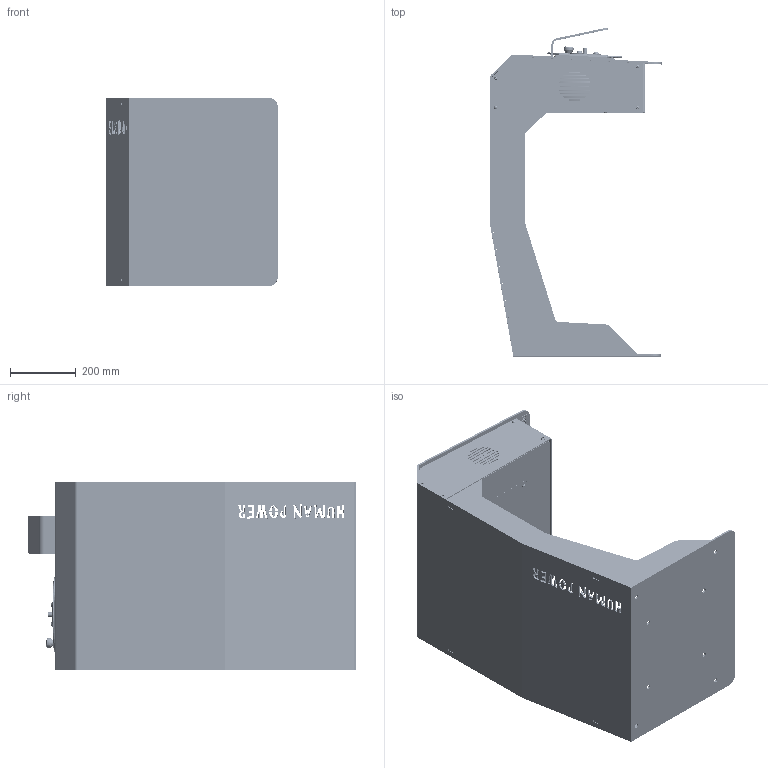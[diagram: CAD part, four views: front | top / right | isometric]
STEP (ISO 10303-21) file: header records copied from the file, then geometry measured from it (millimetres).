
FILE_DESCRIPTION (( 'STEP AP203' ), '1' );
FILE_NAME ('90035_R1_DJ-DELUXE.STEP', '2021-10-14T10:32:28', ( '' ), ( '' ), 'SwSTEP 2.0', 'SolidWorks 2020', '' );
FILE_SCHEMA (( 'CONFIG_CONTROL_DESIGN' ));
Length unit declared in the file: millimetre
Products named in the file (57): socket button head screw_1_isofer-DESKTOP-49KEIT0_ISO 7380 - M6 x 16 - 16N1; 10249_R2_dj_pickup_PUresin_black; 30069_R1_chassisplug_generator; 30181_4pole_LED_plug; 30201_cable_4pole_100mm; 20016_R2_Generator_Medium_welded_flange; 10043_R2_DJ_COMPUTER; 10990_baseframe_steel6mm; 30082_Box_Medium_DJ; hex bolt gradec_1_iso_ISO 4016 - M8 x 20 x 20-NN1; torque nut 08_1_iso_ISO 10511-M5-N1; plain washer normal grade c_1_iso_Washer ISO 7091 - 101; Hex Cylinder Head Cap Screw_isox_ISO 4762 M10 x 16 - 16N1; 30071_chassisplug_rgbLED_4p; 10994_servicehatch_3mmsteel; square neck bolt 01_1_iso_1_ISO 8677-M5x35-16-N1; 10993_bottomplate_servicehatch_3mmsteel; 10997_Clamp_Pickup_2mmSST; 30066_R1_chassisplug_USB; 30068_R1_chassisplug_speaker_2p; 40062_LEDline_DJDeluxe_18LEDS_40cmcable_4P; 10991_R1_rib_steel6mm; 50020_R2_PU_pick-up_module_DJ; 30200_dj_coils_pickup; 30065_R2_chassisplug_volume; 40006_Speaker large 80cm cable plug 4OHM; 30190_led_DJDeluxe_18LEDS; 30107_cable_2pole_150cm; 10080_R2_wheelknob_SST; 90035_R1_DJ-DELUXE; 10247_sublimated_pickup_2mmalu; 10095_R1_flange_generator_wheel_10mmSST; 10998_footplate_6mmsteel; 10999_pakking_rubber_wheel_DJ; socket button head screw_1_isofer-DESKTOP-49KEIT0_ISO 7380 - M5 x 16 - 16N1; 11424_bus_wheelknob_sst; 10246_bent_roof_dj_6mmsteel; 10074_turningwheel_xtrasmall_230mm_6mmsteel; 70080_R1_Wheelknob_Assembled; socket button head screw_2_iso_ISO 7380 - M6 x 16 - 16N1 ...
Assembly tree (106 placements, depth 4):
  90035_R1_DJ-DELUXE
    70072_R1_TurningWheel_Assembled_230mm
      70080_R1_Wheelknob_Assembled
        10080_R2_wheelknob_SST
        11424_bus_wheelknob_sst
        Hex Cylinder Head Cap Screw_isox_ISO 4762 M10 x 16 - 16N1
      10074_turningwheel_xtrasmall_230mm_6mmsteel
      10098_R1_turningwheel_cover_2mmAlu_sublimated
      plain washer normal grade c_1_iso_Washer ISO 7091 - 101  x3
      socket button head screw_2_iso_ISO 7380 - M10 x 16 - 16N1  x3
    50020_R2_PU_pick-up_module_DJ
      40030_R1_dj_coils_pickup_100cmCable_plug
        30200_dj_coils_pickup
        30201_cable_4pole_100mm
        30181_4pole_LED_plug
      11290_rubber_block_pickup
      10249_R2_dj_pickup_PUresin_black
      10247_sublimated_pickup_2mmalu
      hex bolt gradec_1_iso_ISO 4016 - M8 x 20 x 20-NN1  x4
    40062_LEDline_DJDeluxe_18LEDS_40cmcable_4P
      30190_led_DJDeluxe_18LEDS
      30191_cable_4pole_40cm
      30181_4pole_LED_plug
    40006_Speaker large 80cm cable plug 4OHM  x2
      30107_cable_2pole_150cm
      30050_r1_cableplug_2-pole
      30032_speaker_large_4ohm
    20225_R1_DJ-POST_HOUSING
      10990_baseframe_steel6mm
      10991_R1_rib_steel6mm  x2
      10993_bottomplate_servicehatch_3mmsteel
      10995_support_servicehatsch_3mmsteel  x2
      10246_bent_roof_dj_6mmsteel
      10998_footplate_6mmsteel
    20016_R2_Generator_Medium_welded_flange
      40018_R1_generator_medium_60cmcable_plug
      10095_R1_flange_generator_wheel_10mmSST
    10999_pakking_rubber_wheel_DJ
    10997_Clamp_Pickup_2mmSST
    10996_Cover_LED_4mmPC
    10994_servicehatch_3mmsteel
    10992_R1_cover_3mmsteel
    10043_R2_DJ_COMPUTER
      30082_Box_Medium_DJ
      30068_R1_chassisplug_speaker_2p
      30069_R1_chassisplug_generator
      30071_chassisplug_rgbLED_4p
      30065_R2_chassisplug_volume
      30066_R1_chassisplug_USB
    socket button head screw_1_isofer-DESKTOP-49KEIT0_ISO 7380 - M8 x 20 - 20N1  x4
    socket button head screw_1_isofer-DESKTOP-49KEIT0_ISO 7380 - M6 x 16 - 16N1  x8
    socket button head screw_2_iso_ISO 7380 - M6 x 16 - 16N1  x4
    square neck bolt 01_1_iso_1_ISO 8677-M5x35-16-N1  x4
    socket button head screw_1_isofer-DESKTOP-49KEIT0_ISO 7380 - M5 x 16 - 16N1  x8
    torque nut 08_1_iso_ISO 10511-M5-N1  x4
    plain washer normal grade c_1_isofe_Washer ISO 7091 - 81  x4
    plain washer normal grade c_1_isofe_Washer ISO 7091 - 61  x8
    plain washer normal grade c_1_isofe_Washer ISO 7091 - 63  x4
Bounding box: 522.78 x 1001.47 x 575 mm (x, y, z)
Volume: 12246754.5 mm3; surface area: 4557712.5 mm2
Topology: 157 solids, 157 shells, 7325 faces, 16863 edges, 10804 vertices
Faces by surface type: cylinder 3202, plane 1889, bspline 1485, cone 364, torus 301, sphere 84
Entity records: 201636 total; most frequent: CARTESIAN_POINT 101015, ORIENTED_EDGE 20636, DIRECTION 16377, EDGE_CURVE 10318, VERTEX_POINT 6667, AXIS2_PLACEMENT_3D 5780, EDGE_LOOP 5203, VECTOR 4817
